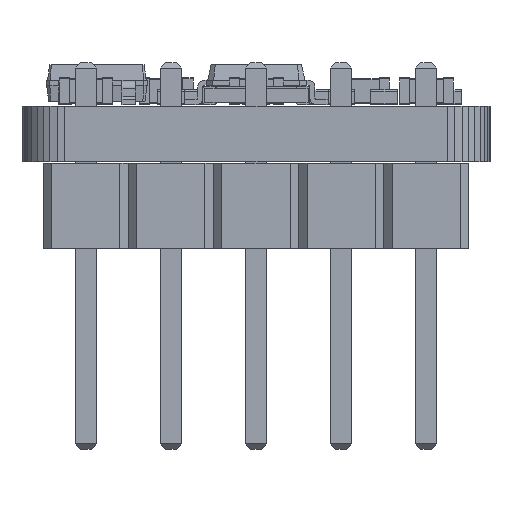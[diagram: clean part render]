
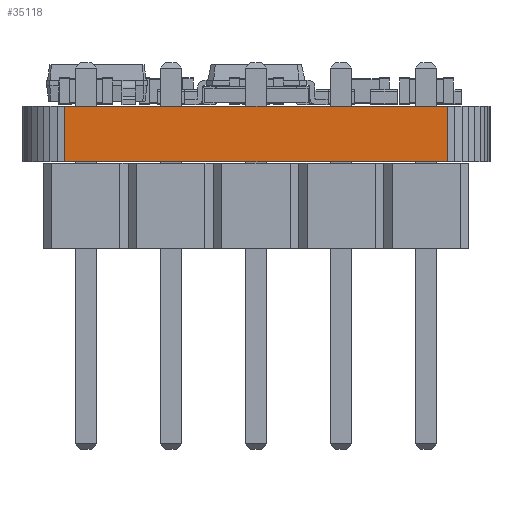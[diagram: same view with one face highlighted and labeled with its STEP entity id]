
A CAD part, left-side view. The second image highlights one B-rep face of the part: STEP entity #35118.
In plain terms, the highlighted planar face has unit normal (-1, 0, 0).
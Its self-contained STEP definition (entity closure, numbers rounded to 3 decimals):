
#31826 = PLANE('',#31827);
#31827 = AXIS2_PLACEMENT_3D('',#31828,#31829,#31830);
#31828 = CARTESIAN_POINT('',(8.89,0.,1.646));
#31829 = DIRECTION('',(-0.,-0.,-1.));
#31830 = DIRECTION('',(-1.,0.,0.));
#31880 = PLANE('',#31881);
#31881 = AXIS2_PLACEMENT_3D('',#31882,#31883,#31884);
#31882 = CARTESIAN_POINT('',(8.89,0.,0.));
#31883 = DIRECTION('',(-0.,-0.,-1.));
#31884 = DIRECTION('',(-1.,0.,0.));
#32745 = VERTEX_POINT('',#32746);
#32746 = CARTESIAN_POINT('',(-1.905,-5.715,0.));
#32760 = PLANE('',#32761);
#32761 = AXIS2_PLACEMENT_3D('',#32762,#32763,#32764);
#32762 = CARTESIAN_POINT('',(-1.886,-5.936,0.));
#32763 = DIRECTION('',(-0.996,-0.087,0.));
#32764 = DIRECTION('',(-0.087,0.996,0.));
#32772 = EDGE_CURVE('',#32745,#32773,#32775,.T.);
#32773 = VERTEX_POINT('',#32774);
#32774 = CARTESIAN_POINT('',(-1.905,5.715,0.));
#32775 = SURFACE_CURVE('',#32776,(#32780,#32787),.PCURVE_S1.);
#32776 = LINE('',#32777,#32778);
#32777 = CARTESIAN_POINT('',(-1.905,-5.715,0.));
#32778 = VECTOR('',#32779,1.);
#32779 = DIRECTION('',(0.,1.,0.));
#32780 = PCURVE('',#31880,#32781);
#32781 = DEFINITIONAL_REPRESENTATION('',(#32782),#32786);
#32782 = LINE('',#32783,#32784);
#32783 = CARTESIAN_POINT('',(10.795,-5.715));
#32784 = VECTOR('',#32785,1.);
#32785 = DIRECTION('',(0.,1.));
#32786 = ( GEOMETRIC_REPRESENTATION_CONTEXT(2) 
PARAMETRIC_REPRESENTATION_CONTEXT() REPRESENTATION_CONTEXT('2D SPACE',''
  ) );
#32787 = PCURVE('',#32788,#32793);
#32788 = PLANE('',#32789);
#32789 = AXIS2_PLACEMENT_3D('',#32790,#32791,#32792);
#32790 = CARTESIAN_POINT('',(-1.905,-5.715,0.));
#32791 = DIRECTION('',(-1.,0.,0.));
#32792 = DIRECTION('',(0.,1.,0.));
#32793 = DEFINITIONAL_REPRESENTATION('',(#32794),#32798);
#32794 = LINE('',#32795,#32796);
#32795 = CARTESIAN_POINT('',(0.,0.));
#32796 = VECTOR('',#32797,1.);
#32797 = DIRECTION('',(1.,0.));
#32798 = ( GEOMETRIC_REPRESENTATION_CONTEXT(2) 
PARAMETRIC_REPRESENTATION_CONTEXT() REPRESENTATION_CONTEXT('2D SPACE',''
  ) );
#32816 = PLANE('',#32817);
#32817 = AXIS2_PLACEMENT_3D('',#32818,#32819,#32820);
#32818 = CARTESIAN_POINT('',(-1.905,5.715,0.));
#32819 = DIRECTION('',(-0.996,0.087,0.));
#32820 = DIRECTION('',(0.087,0.996,0.));
#34005 = VERTEX_POINT('',#34006);
#34006 = CARTESIAN_POINT('',(-1.905,-5.715,1.646));
#34027 = EDGE_CURVE('',#34005,#34028,#34030,.T.);
#34028 = VERTEX_POINT('',#34029);
#34029 = CARTESIAN_POINT('',(-1.905,5.715,1.646));
#34030 = SURFACE_CURVE('',#34031,(#34035,#34042),.PCURVE_S1.);
#34031 = LINE('',#34032,#34033);
#34032 = CARTESIAN_POINT('',(-1.905,-5.715,1.646));
#34033 = VECTOR('',#34034,1.);
#34034 = DIRECTION('',(0.,1.,0.));
#34035 = PCURVE('',#31826,#34036);
#34036 = DEFINITIONAL_REPRESENTATION('',(#34037),#34041);
#34037 = LINE('',#34038,#34039);
#34038 = CARTESIAN_POINT('',(10.795,-5.715));
#34039 = VECTOR('',#34040,1.);
#34040 = DIRECTION('',(0.,1.));
#34041 = ( GEOMETRIC_REPRESENTATION_CONTEXT(2) 
PARAMETRIC_REPRESENTATION_CONTEXT() REPRESENTATION_CONTEXT('2D SPACE',''
  ) );
#34042 = PCURVE('',#32788,#34043);
#34043 = DEFINITIONAL_REPRESENTATION('',(#34044),#34048);
#34044 = LINE('',#34045,#34046);
#34045 = CARTESIAN_POINT('',(0.,-1.646));
#34046 = VECTOR('',#34047,1.);
#34047 = DIRECTION('',(1.,0.));
#34048 = ( GEOMETRIC_REPRESENTATION_CONTEXT(2) 
PARAMETRIC_REPRESENTATION_CONTEXT() REPRESENTATION_CONTEXT('2D SPACE',''
  ) );
#35068 = EDGE_CURVE('',#32773,#34028,#35069,.T.);
#35069 = SURFACE_CURVE('',#35070,(#35074,#35081),.PCURVE_S1.);
#35070 = LINE('',#35071,#35072);
#35071 = CARTESIAN_POINT('',(-1.905,5.715,0.));
#35072 = VECTOR('',#35073,1.);
#35073 = DIRECTION('',(0.,0.,1.));
#35074 = PCURVE('',#32816,#35075);
#35075 = DEFINITIONAL_REPRESENTATION('',(#35076),#35080);
#35076 = LINE('',#35077,#35078);
#35077 = CARTESIAN_POINT('',(0.,0.));
#35078 = VECTOR('',#35079,1.);
#35079 = DIRECTION('',(0.,-1.));
#35080 = ( GEOMETRIC_REPRESENTATION_CONTEXT(2) 
PARAMETRIC_REPRESENTATION_CONTEXT() REPRESENTATION_CONTEXT('2D SPACE',''
  ) );
#35081 = PCURVE('',#32788,#35082);
#35082 = DEFINITIONAL_REPRESENTATION('',(#35083),#35087);
#35083 = LINE('',#35084,#35085);
#35084 = CARTESIAN_POINT('',(11.43,0.));
#35085 = VECTOR('',#35086,1.);
#35086 = DIRECTION('',(0.,-1.));
#35087 = ( GEOMETRIC_REPRESENTATION_CONTEXT(2) 
PARAMETRIC_REPRESENTATION_CONTEXT() REPRESENTATION_CONTEXT('2D SPACE',''
  ) );
#35118 = ADVANCED_FACE('',(#35119),#32788,.T.);
#35119 = FACE_BOUND('',#35120,.T.);
#35120 = EDGE_LOOP('',(#35121,#35142,#35143,#35144));
#35121 = ORIENTED_EDGE('',*,*,#35122,.T.);
#35122 = EDGE_CURVE('',#32745,#34005,#35123,.T.);
#35123 = SURFACE_CURVE('',#35124,(#35128,#35135),.PCURVE_S1.);
#35124 = LINE('',#35125,#35126);
#35125 = CARTESIAN_POINT('',(-1.905,-5.715,0.));
#35126 = VECTOR('',#35127,1.);
#35127 = DIRECTION('',(0.,0.,1.));
#35128 = PCURVE('',#32788,#35129);
#35129 = DEFINITIONAL_REPRESENTATION('',(#35130),#35134);
#35130 = LINE('',#35131,#35132);
#35131 = CARTESIAN_POINT('',(0.,0.));
#35132 = VECTOR('',#35133,1.);
#35133 = DIRECTION('',(0.,-1.));
#35134 = ( GEOMETRIC_REPRESENTATION_CONTEXT(2) 
PARAMETRIC_REPRESENTATION_CONTEXT() REPRESENTATION_CONTEXT('2D SPACE',''
  ) );
#35135 = PCURVE('',#32760,#35136);
#35136 = DEFINITIONAL_REPRESENTATION('',(#35137),#35141);
#35137 = LINE('',#35138,#35139);
#35138 = CARTESIAN_POINT('',(0.221,0.));
#35139 = VECTOR('',#35140,1.);
#35140 = DIRECTION('',(0.,-1.));
#35141 = ( GEOMETRIC_REPRESENTATION_CONTEXT(2) 
PARAMETRIC_REPRESENTATION_CONTEXT() REPRESENTATION_CONTEXT('2D SPACE',''
  ) );
#35142 = ORIENTED_EDGE('',*,*,#34027,.T.);
#35143 = ORIENTED_EDGE('',*,*,#35068,.F.);
#35144 = ORIENTED_EDGE('',*,*,#32772,.F.);
